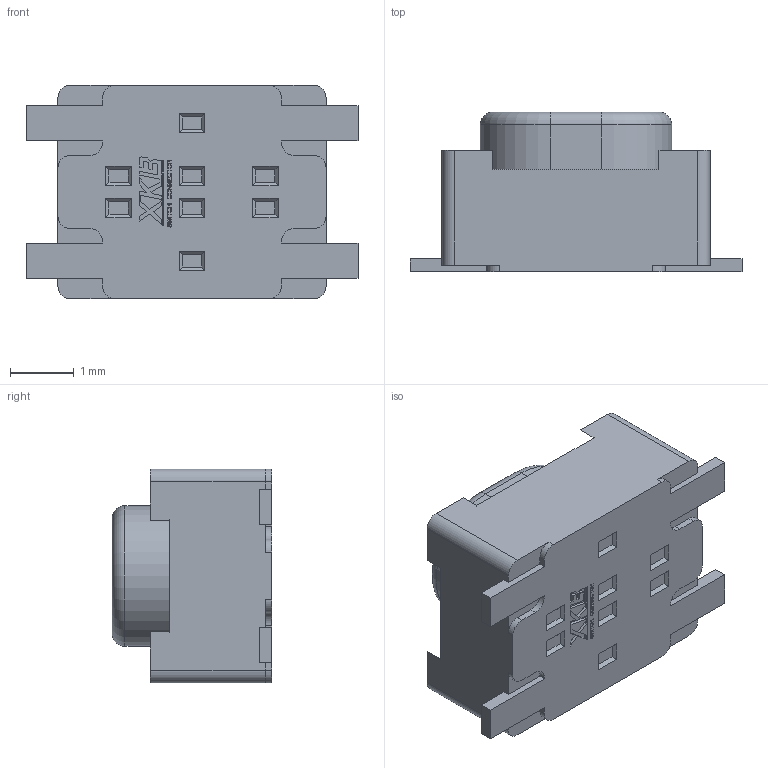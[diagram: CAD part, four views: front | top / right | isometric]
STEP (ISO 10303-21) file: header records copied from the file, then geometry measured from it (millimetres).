
FILE_DESCRIPTION((''),'2;1');
FILE_NAME('TS-1145A-X-B','2019-11-19T',('Administrator'),(''),'PRO/ENGINEER BY PARAMETRIC TECHNOLOGY CORPORATION, 2010280','PRO/ENGINEER BY PARAMETRIC TECHNOLOGY CORPORATION, 2010280','');
FILE_SCHEMA(('CONFIG_CONTROL_DESIGN'));
Length unit declared in the file: millimetre
Products named in the file (1): TS-1145A-X-B
Bounding box: 5.2 x 2.5 x 3.35 mm (x, y, z)
Volume: 27.8 mm3; surface area: 66.1 mm2
Topology: 1 solids, 1 shells, 549 faces, 1550 edges, 1032 vertices
Faces by surface type: plane 523, cylinder 24, torus 2
Entity records: 17460 total; most frequent: CARTESIAN_POINT 3131, ORIENTED_EDGE 3100, DIRECTION 2698, EDGE_CURVE 1550, VECTOR 1500, LINE 1500, VERTEX_POINT 1032, AXIS2_PLACEMENT_3D 599
